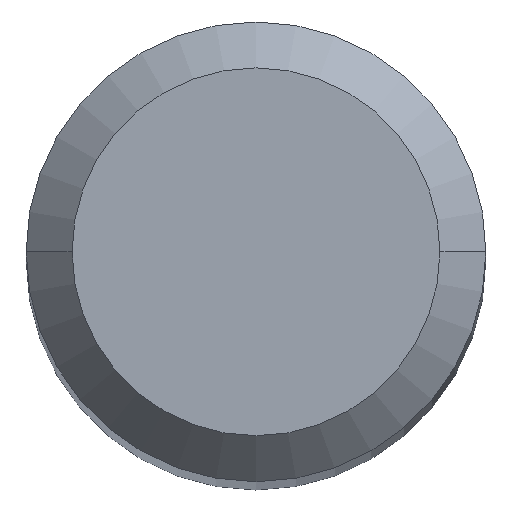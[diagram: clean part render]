
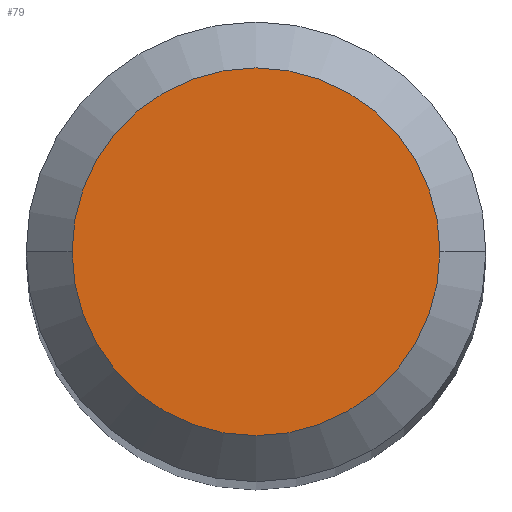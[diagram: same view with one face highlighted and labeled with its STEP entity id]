
A CAD part, top view. The second image highlights one B-rep face of the part: STEP entity #79.
In plain terms, the highlighted planar face has unit normal (0, 0, 1).
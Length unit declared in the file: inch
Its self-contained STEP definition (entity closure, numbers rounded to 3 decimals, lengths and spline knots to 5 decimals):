
#4 = DIRECTION ( 'NONE',  ( -1., 0., 0. ) ) ;
#22 = CARTESIAN_POINT ( 'NONE',  ( -0.04724, 0., 0. ) ) ;
#24 = VERTEX_POINT ( 'NONE', #272 ) ;
#46 = CIRCLE ( 'NONE', #325, 0.04724 ) ;
#52 = FACE_OUTER_BOUND ( 'NONE', #464, .T. ) ;
#79 = ADVANCED_FACE ( 'NONE', ( #52 ), #208, .F. ) ;
#87 = DIRECTION ( 'NONE',  ( 0., 0., -1. ) ) ;
#105 = CARTESIAN_POINT ( 'NONE',  ( 0., 0., 0. ) ) ;
#135 = CARTESIAN_POINT ( 'NONE',  ( 0., 0., 0. ) ) ;
#140 = CIRCLE ( 'NONE', #408, 0.04724 ) ;
#175 = VERTEX_POINT ( 'NONE', #22 ) ;
#208 = PLANE ( 'NONE',  #244 ) ;
#244 = AXIS2_PLACEMENT_3D ( 'NONE', #135, #87, #4 ) ;
#248 = DIRECTION ( 'NONE',  ( 0., 0., 1. ) ) ;
#256 = CARTESIAN_POINT ( 'NONE',  ( 0., 0., 0. ) ) ;
#272 = CARTESIAN_POINT ( 'NONE',  ( 0.04724, 0., 0. ) ) ;
#308 = EDGE_CURVE ( 'NONE', #24, #175, #140, .T. ) ;
#323 = DIRECTION ( 'NONE',  ( 0., 0., 1. ) ) ;
#325 = AXIS2_PLACEMENT_3D ( 'NONE', #105, #323, #406 ) ;
#328 = EDGE_CURVE ( 'NONE', #175, #24, #46, .T. ) ;
#368 = ORIENTED_EDGE ( 'NONE', *, *, #328, .T. ) ;
#406 = DIRECTION ( 'NONE',  ( 1., 0., 0. ) ) ;
#408 = AXIS2_PLACEMENT_3D ( 'NONE', #256, #248, #437 ) ;
#437 = DIRECTION ( 'NONE',  ( 1., 0., 0. ) ) ;
#464 = EDGE_LOOP ( 'NONE', ( #368, #479 ) ) ;
#479 = ORIENTED_EDGE ( 'NONE', *, *, #308, .T. ) ;
